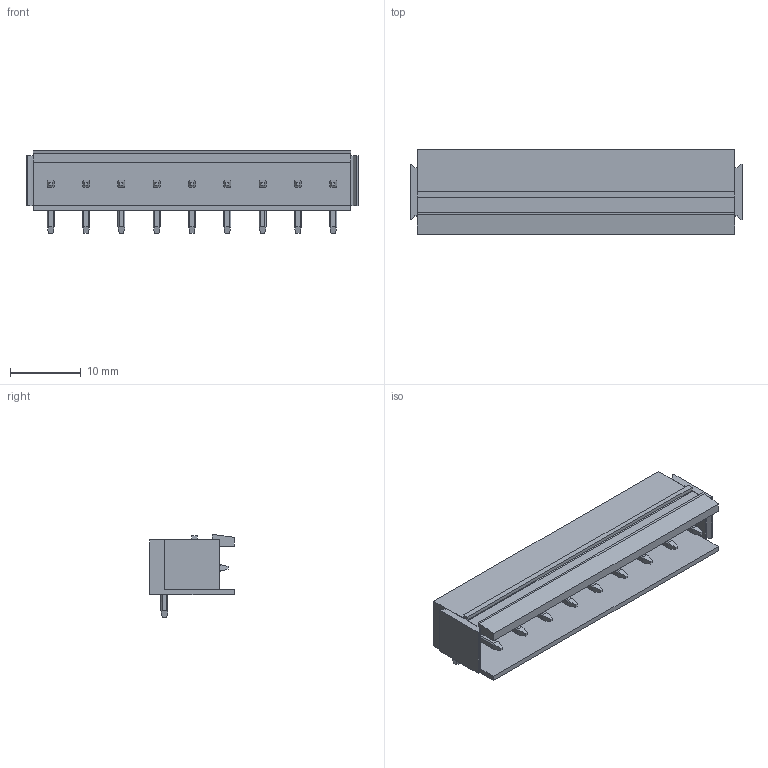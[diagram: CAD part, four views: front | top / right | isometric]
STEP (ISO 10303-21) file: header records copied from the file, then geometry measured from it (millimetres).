
FILE_DESCRIPTION(('CATIA V5 STEP Exchange','CAx-IF Rec.Pracs.--- Model Styling and Organization---1.2---2011-12-15'),'2;1');
FILE_NAME ('D1452920_0_1580930000_1580930000.stp','2018-10-13T04:42:47+00:00',('none'),('Weidmueller'),'CATIA Version 5-6 Release 2014','CATIA V5 STEP AP214','none');
FILE_SCHEMA(('AUTOMOTIVE_DESIGN { 1 0 10303 214 1 1 1 1 }'));
Length unit declared in the file: millimetre
Products named in the file (1): 1580930000
Bounding box: 47 x 12 x 11.7 mm (x, y, z)
Volume: 2117.3 mm3; surface area: 3623.6 mm2
Topology: 10 solids, 10 shells, 389 faces, 1023 edges, 654 vertices
Faces by surface type: plane 243, cylinder 146
Entity records: 10766 total; most frequent: CARTESIAN_POINT 2534, ORIENTED_EDGE 2046, DIRECTION 1057, EDGE_CURVE 1017, VECTOR 653, LINE 653, VERTEX_POINT 646, EDGE_LOOP 407
